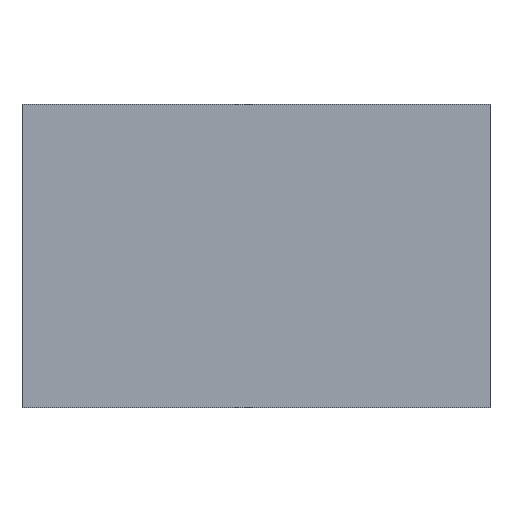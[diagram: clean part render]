
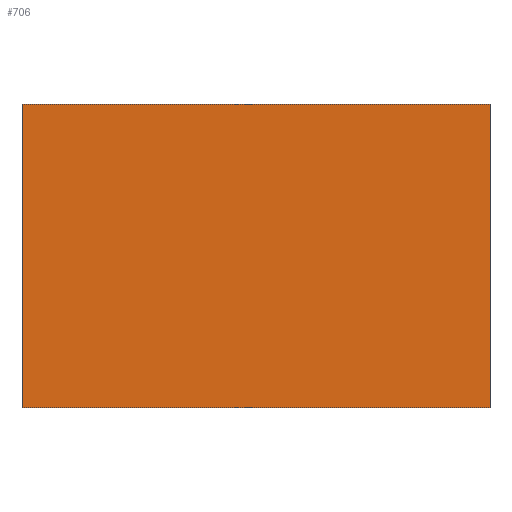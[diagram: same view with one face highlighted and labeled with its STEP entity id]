
A CAD part, top view. The second image highlights one B-rep face of the part: STEP entity #706.
In plain terms, the highlighted planar face has unit normal (0, 0, 1).
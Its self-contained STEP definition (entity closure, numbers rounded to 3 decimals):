
#62=FACE_OUTER_BOUND('',#106,.T.);
#106=EDGE_LOOP('',(#489,#490,#491,#492));
#145=LINE('',#1028,#225);
#149=LINE('',#1036,#229);
#152=LINE('',#1042,#232);
#155=LINE('',#1047,#235);
#225=VECTOR('',#818,1.);
#229=VECTOR('',#824,1.);
#232=VECTOR('',#829,1.);
#235=VECTOR('',#834,1.);
#305=VERTEX_POINT('',#1026);
#306=VERTEX_POINT('',#1027);
#309=VERTEX_POINT('',#1035);
#311=VERTEX_POINT('',#1041);
#369=EDGE_CURVE('',#305,#306,#145,.T.);
#373=EDGE_CURVE('',#309,#305,#149,.T.);
#376=EDGE_CURVE('',#311,#309,#152,.T.);
#379=EDGE_CURVE('',#306,#311,#155,.T.);
#489=ORIENTED_EDGE('',*,*,#379,.F.);
#490=ORIENTED_EDGE('',*,*,#369,.F.);
#491=ORIENTED_EDGE('',*,*,#373,.F.);
#492=ORIENTED_EDGE('',*,*,#376,.F.);
#674=PLANE('',#755);
#706=ADVANCED_FACE('',(#62),#674,.T.);
#755=AXIS2_PLACEMENT_3D('',#1050,#838,#839);
#818=DIRECTION('',(0.,1.,0.));
#824=DIRECTION('',(-1.,0.,0.));
#829=DIRECTION('',(0.,-1.,0.));
#834=DIRECTION('',(1.,0.,0.));
#838=DIRECTION('center_axis',(0.,0.,1.));
#839=DIRECTION('ref_axis',(1.,0.,0.));
#1026=CARTESIAN_POINT('',(-0.548,-0.356,0.608));
#1027=CARTESIAN_POINT('',(-0.548,0.356,0.608));
#1028=CARTESIAN_POINT('',(-0.548,-0.356,0.608));
#1035=CARTESIAN_POINT('',(0.548,-0.356,0.608));
#1036=CARTESIAN_POINT('',(0.548,-0.356,0.608));
#1041=CARTESIAN_POINT('',(0.548,0.356,0.608));
#1042=CARTESIAN_POINT('',(0.548,0.356,0.608));
#1047=CARTESIAN_POINT('',(-0.548,0.356,0.608));
#1050=CARTESIAN_POINT('Origin',(0.,0.,
0.608));
